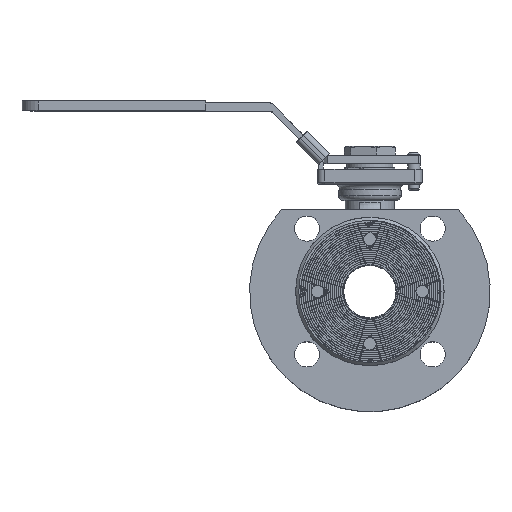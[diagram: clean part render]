
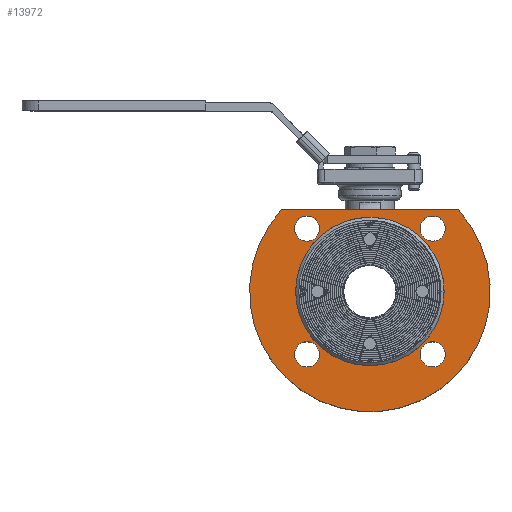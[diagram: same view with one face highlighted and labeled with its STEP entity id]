
A CAD part, top view. The second image highlights one B-rep face of the part: STEP entity #13972.
In plain terms, the highlighted planar face has unit normal (0, 0, 1).
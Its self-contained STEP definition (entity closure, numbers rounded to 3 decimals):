
#352=CIRCLE('',#14902,35.5);
#353=CIRCLE('',#14903,57.5);
#354=CIRCLE('',#14904,6.);
#355=CIRCLE('',#14905,6.);
#356=CIRCLE('',#14906,6.);
#357=CIRCLE('',#14907,6.);
#2774=ORIENTED_EDGE('',*,*,#6219,.F.);
#2775=ORIENTED_EDGE('',*,*,#6213,.F.);
#2776=ORIENTED_EDGE('',*,*,#6220,.F.);
#2777=ORIENTED_EDGE('',*,*,#6221,.F.);
#2778=ORIENTED_EDGE('',*,*,#6222,.F.);
#2779=ORIENTED_EDGE('',*,*,#6223,.F.);
#2780=ORIENTED_EDGE('',*,*,#6224,.F.);
#6213=EDGE_CURVE('',#7941,#7942,#9291,.T.);
#6219=EDGE_CURVE('',#7947,#7947,#352,.T.);
#6220=EDGE_CURVE('',#7942,#7941,#353,.T.);
#6221=EDGE_CURVE('',#7948,#7948,#354,.T.);
#6222=EDGE_CURVE('',#7949,#7949,#355,.T.);
#6223=EDGE_CURVE('',#7950,#7950,#356,.T.);
#6224=EDGE_CURVE('',#7951,#7951,#357,.T.);
#7941=VERTEX_POINT('',#40493);
#7942=VERTEX_POINT('',#40495);
#7947=VERTEX_POINT('',#40509);
#7948=VERTEX_POINT('',#40512);
#7949=VERTEX_POINT('',#40514);
#7950=VERTEX_POINT('',#40516);
#7951=VERTEX_POINT('',#40518);
#9291=LINE('',#40494,#10539);
#10539=VECTOR('',#16830,1000.);
#11534=EDGE_LOOP('',(#2774));
#11535=EDGE_LOOP('',(#2775,#2776));
#11536=EDGE_LOOP('',(#2777));
#11537=EDGE_LOOP('',(#2778));
#11538=EDGE_LOOP('',(#2779));
#11539=EDGE_LOOP('',(#2780));
#12524=FACE_BOUND('',#11534,.T.);
#12525=FACE_BOUND('',#11535,.T.);
#12526=FACE_BOUND('',#11536,.T.);
#12527=FACE_BOUND('',#11537,.T.);
#12528=FACE_BOUND('',#11538,.T.);
#12529=FACE_BOUND('',#11539,.T.);
#13346=PLANE('',#14901);
#13972=ADVANCED_FACE('',(#12524,#12525,#12526,#12527,#12528,#12529),#13346,
 .T.);
#14901=AXIS2_PLACEMENT_3D('',#40507,#16844,#16845);
#14902=AXIS2_PLACEMENT_3D('',#40508,#16846,#16847);
#14903=AXIS2_PLACEMENT_3D('',#40510,#16848,#16849);
#14904=AXIS2_PLACEMENT_3D('',#40511,#16850,#16851);
#14905=AXIS2_PLACEMENT_3D('',#40513,#16852,#16853);
#14906=AXIS2_PLACEMENT_3D('',#40515,#16854,#16855);
#14907=AXIS2_PLACEMENT_3D('',#40517,#16856,#16857);
#16830=DIRECTION('',(1.,0.,0.));
#16844=DIRECTION('',(0.,0.,1.));
#16845=DIRECTION('',(-1.,0.,0.));
#16846=DIRECTION('',(0.,0.,1.));
#16847=DIRECTION('',(1.,0.,0.));
#16848=DIRECTION('',(0.,0.,-1.));
#16849=DIRECTION('',(-1.,0.,0.));
#16850=DIRECTION('',(0.,0.,1.));
#16851=DIRECTION('',(1.,0.,0.));
#16852=DIRECTION('',(0.,0.,1.));
#16853=DIRECTION('',(1.,0.,0.));
#16854=DIRECTION('',(0.,0.,1.));
#16855=DIRECTION('',(1.,0.,0.));
#16856=DIRECTION('',(0.,0.,1.));
#16857=DIRECTION('',(1.,0.,0.));
#40493=CARTESIAN_POINT('',(-42.252,39.,23.));
#40494=CARTESIAN_POINT('',(0.,39.,23.));
#40495=CARTESIAN_POINT('',(42.252,39.,23.));
#40507=CARTESIAN_POINT('',(0.,0.,23.));
#40508=CARTESIAN_POINT('',(0.,0.,23.));
#40509=CARTESIAN_POINT('',(35.5,0.,23.));
#40510=CARTESIAN_POINT('',(0.,0.,23.));
#40511=CARTESIAN_POINT('',(-30.052,30.052,23.));
#40512=CARTESIAN_POINT('',(-24.052,30.052,23.));
#40513=CARTESIAN_POINT('',(30.052,30.052,23.));
#40514=CARTESIAN_POINT('',(36.052,30.052,23.));
#40515=CARTESIAN_POINT('',(30.052,-30.052,23.));
#40516=CARTESIAN_POINT('',(36.052,-30.052,23.));
#40517=CARTESIAN_POINT('',(-30.052,-30.052,23.));
#40518=CARTESIAN_POINT('',(-24.052,-30.052,23.));
